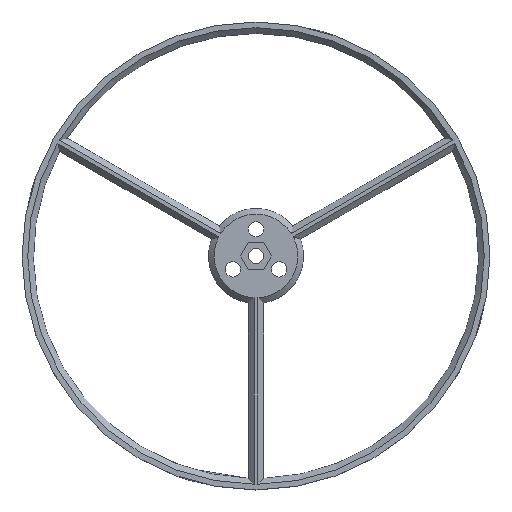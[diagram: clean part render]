
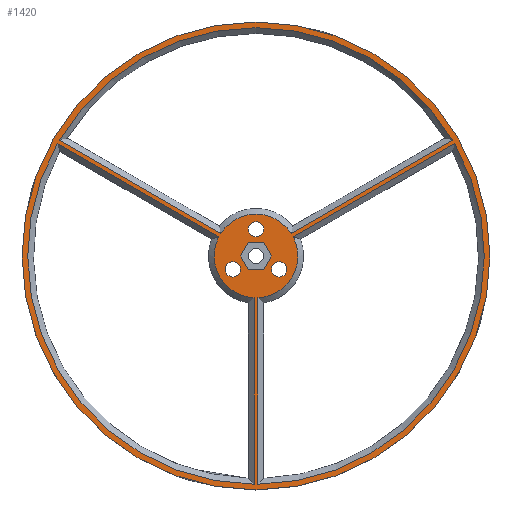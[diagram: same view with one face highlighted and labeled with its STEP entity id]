
A CAD part, top view. The second image highlights one B-rep face of the part: STEP entity #1420.
In plain terms, the highlighted planar face has unit normal (0, 0, 1).
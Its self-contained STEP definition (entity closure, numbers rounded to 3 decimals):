
#32=FACE_BOUND('',#484,.T.);
#33=FACE_BOUND('',#485,.T.);
#34=FACE_BOUND('',#486,.T.);
#35=FACE_BOUND('',#487,.T.);
#36=FACE_BOUND('',#488,.T.);
#37=FACE_BOUND('',#489,.T.);
#38=FACE_BOUND('',#490,.T.);
#90=LINE('',#2220,#214);
#92=LINE('',#2236,#216);
#94=LINE('',#2244,#218);
#95=LINE('',#2248,#219);
#96=LINE('',#2258,#220);
#97=LINE('',#2260,#221);
#98=LINE('',#2262,#222);
#99=LINE('',#2264,#223);
#100=LINE('',#2266,#224);
#101=LINE('',#2267,#225);
#102=LINE('',#2272,#226);
#103=LINE('',#2275,#227);
#214=VECTOR('',#1722,10.);
#216=VECTOR('',#1732,10.);
#218=VECTOR('',#1740,10.);
#219=VECTOR('',#1743,10.);
#220=VECTOR('',#1752,10.);
#221=VECTOR('',#1753,10.);
#222=VECTOR('',#1754,10.);
#223=VECTOR('',#1755,10.);
#224=VECTOR('',#1756,10.);
#225=VECTOR('',#1757,10.);
#226=VECTOR('',#1760,10.);
#227=VECTOR('',#1763,10.);
#327=PLANE('',#1542);
#389=FACE_OUTER_BOUND('',#483,.T.);
#483=EDGE_LOOP('',(#1089));
#484=EDGE_LOOP('',(#1090,#1091,#1092,#1093));
#485=EDGE_LOOP('',(#1094));
#486=EDGE_LOOP('',(#1095));
#487=EDGE_LOOP('',(#1096));
#488=EDGE_LOOP('',(#1097,#1098,#1099,#1100,#1101,#1102));
#489=EDGE_LOOP('',(#1103,#1104,#1105,#1106));
#490=EDGE_LOOP('',(#1107,#1108,#1109,#1110));
#624=CIRCLE('',#1535,60.);
#626=CIRCLE('',#1539,11.);
#627=CIRCLE('',#1543,61.5);
#628=CIRCLE('',#1544,60.);
#629=CIRCLE('',#1545,11.);
#630=CIRCLE('',#1546,2.025);
#631=CIRCLE('',#1547,2.025);
#632=CIRCLE('',#1548,2.025);
#633=CIRCLE('',#1549,60.);
#634=CIRCLE('',#1550,11.);
#686=VERTEX_POINT('',#2207);
#687=VERTEX_POINT('',#2208);
#688=VERTEX_POINT('',#2219);
#690=VERTEX_POINT('',#2228);
#691=VERTEX_POINT('',#2240);
#692=VERTEX_POINT('',#2242);
#693=VERTEX_POINT('',#2243);
#694=VERTEX_POINT('',#2245);
#695=VERTEX_POINT('',#2247);
#696=VERTEX_POINT('',#2250);
#697=VERTEX_POINT('',#2252);
#698=VERTEX_POINT('',#2254);
#699=VERTEX_POINT('',#2256);
#700=VERTEX_POINT('',#2257);
#701=VERTEX_POINT('',#2259);
#702=VERTEX_POINT('',#2261);
#703=VERTEX_POINT('',#2263);
#704=VERTEX_POINT('',#2265);
#705=VERTEX_POINT('',#2268);
#706=VERTEX_POINT('',#2269);
#707=VERTEX_POINT('',#2271);
#708=VERTEX_POINT('',#2273);
#832=EDGE_CURVE('',#686,#687,#624,.T.);
#835=EDGE_CURVE('',#687,#688,#90,.T.);
#838=EDGE_CURVE('',#688,#690,#626,.T.);
#841=EDGE_CURVE('',#690,#686,#92,.T.);
#843=EDGE_CURVE('',#691,#691,#627,.T.);
#844=EDGE_CURVE('',#692,#693,#94,.T.);
#845=EDGE_CURVE('',#694,#692,#628,.T.);
#846=EDGE_CURVE('',#695,#694,#95,.T.);
#847=EDGE_CURVE('',#693,#695,#629,.T.);
#848=EDGE_CURVE('',#696,#696,#630,.T.);
#849=EDGE_CURVE('',#697,#697,#631,.T.);
#850=EDGE_CURVE('',#698,#698,#632,.T.);
#851=EDGE_CURVE('',#699,#700,#96,.T.);
#852=EDGE_CURVE('',#700,#701,#97,.T.);
#853=EDGE_CURVE('',#701,#702,#98,.T.);
#854=EDGE_CURVE('',#702,#703,#99,.T.);
#855=EDGE_CURVE('',#703,#704,#100,.T.);
#856=EDGE_CURVE('',#704,#699,#101,.T.);
#857=EDGE_CURVE('',#705,#706,#633,.T.);
#858=EDGE_CURVE('',#707,#705,#102,.T.);
#859=EDGE_CURVE('',#708,#707,#634,.T.);
#860=EDGE_CURVE('',#706,#708,#103,.T.);
#1089=ORIENTED_EDGE('',*,*,#843,.T.);
#1090=ORIENTED_EDGE('',*,*,#844,.F.);
#1091=ORIENTED_EDGE('',*,*,#845,.F.);
#1092=ORIENTED_EDGE('',*,*,#846,.F.);
#1093=ORIENTED_EDGE('',*,*,#847,.F.);
#1094=ORIENTED_EDGE('',*,*,#848,.T.);
#1095=ORIENTED_EDGE('',*,*,#849,.T.);
#1096=ORIENTED_EDGE('',*,*,#850,.T.);
#1097=ORIENTED_EDGE('',*,*,#851,.T.);
#1098=ORIENTED_EDGE('',*,*,#852,.T.);
#1099=ORIENTED_EDGE('',*,*,#853,.T.);
#1100=ORIENTED_EDGE('',*,*,#854,.T.);
#1101=ORIENTED_EDGE('',*,*,#855,.T.);
#1102=ORIENTED_EDGE('',*,*,#856,.T.);
#1103=ORIENTED_EDGE('',*,*,#857,.F.);
#1104=ORIENTED_EDGE('',*,*,#858,.F.);
#1105=ORIENTED_EDGE('',*,*,#859,.F.);
#1106=ORIENTED_EDGE('',*,*,#860,.F.);
#1107=ORIENTED_EDGE('',*,*,#832,.F.);
#1108=ORIENTED_EDGE('',*,*,#841,.F.);
#1109=ORIENTED_EDGE('',*,*,#838,.F.);
#1110=ORIENTED_EDGE('',*,*,#835,.F.);
#1420=ADVANCED_FACE('',(#389,#32,#33,#34,#35,#36,#37,#38),#327,.T.);
#1535=AXIS2_PLACEMENT_3D('',#2209,#1718,#1719);
#1539=AXIS2_PLACEMENT_3D('',#2229,#1727,#1728);
#1542=AXIS2_PLACEMENT_3D('',#2239,#1736,#1737);
#1543=AXIS2_PLACEMENT_3D('',#2241,#1738,#1739);
#1544=AXIS2_PLACEMENT_3D('',#2246,#1741,#1742);
#1545=AXIS2_PLACEMENT_3D('',#2249,#1744,#1745);
#1546=AXIS2_PLACEMENT_3D('',#2251,#1746,#1747);
#1547=AXIS2_PLACEMENT_3D('',#2253,#1748,#1749);
#1548=AXIS2_PLACEMENT_3D('',#2255,#1750,#1751);
#1549=AXIS2_PLACEMENT_3D('',#2270,#1758,#1759);
#1550=AXIS2_PLACEMENT_3D('',#2274,#1761,#1762);
#1718=DIRECTION('center_axis',(0.,0.,1.));
#1719=DIRECTION('ref_axis',(1.,0.,0.));
#1722=DIRECTION('',(-0.866,-0.5,0.));
#1727=DIRECTION('center_axis',(0.,0.,-1.));
#1728=DIRECTION('ref_axis',(1.,0.,0.));
#1732=DIRECTION('',(0.,-1.,0.));
#1736=DIRECTION('center_axis',(0.,0.,1.));
#1737=DIRECTION('ref_axis',(-1.,0.,0.));
#1738=DIRECTION('center_axis',(0.,0.,1.));
#1739=DIRECTION('ref_axis',(-1.,0.,0.));
#1740=DIRECTION('',(0.,1.,0.));
#1741=DIRECTION('center_axis',(0.,0.,1.));
#1742=DIRECTION('ref_axis',(-1.,0.,0.));
#1743=DIRECTION('',(-0.866,0.5,0.));
#1744=DIRECTION('center_axis',(0.,0.,-1.));
#1745=DIRECTION('ref_axis',(-1.,0.,0.));
#1746=DIRECTION('center_axis',(0.,0.,-1.));
#1747=DIRECTION('ref_axis',(-1.,0.,0.));
#1748=DIRECTION('center_axis',(0.,0.,-1.));
#1749=DIRECTION('ref_axis',(-1.,0.,0.));
#1750=DIRECTION('center_axis',(0.,0.,-1.));
#1751=DIRECTION('ref_axis',(-1.,0.,0.));
#1752=DIRECTION('',(0.5,-0.866,0.));
#1753=DIRECTION('',(-0.5,-0.866,0.));
#1754=DIRECTION('',(-1.,0.,0.));
#1755=DIRECTION('',(-0.5,0.866,0.));
#1756=DIRECTION('',(0.5,0.866,0.));
#1757=DIRECTION('',(1.,0.,0.));
#1758=DIRECTION('center_axis',(0.,0.,1.));
#1759=DIRECTION('ref_axis',(-1.,0.,0.));
#1760=DIRECTION('',(0.866,0.5,0.));
#1761=DIRECTION('center_axis',(0.,0.,-1.));
#1762=DIRECTION('ref_axis',(-1.,0.,0.));
#1763=DIRECTION('',(0.866,-0.5,0.));
#2207=CARTESIAN_POINT('',(0.5,-59.998,371.55));
#2208=CARTESIAN_POINT('',(52.21,29.566,371.55));
#2209=CARTESIAN_POINT('Origin',(0.,0.,
371.55));
#2219=CARTESIAN_POINT('',(9.766,5.061,371.55));
#2220=CARTESIAN_POINT('',(25.566,14.183,371.55));
#2228=CARTESIAN_POINT('',(0.5,-10.989,371.55));
#2229=CARTESIAN_POINT('Origin',(0.,0.,
371.55));
#2236=CARTESIAN_POINT('',(0.5,-6.169,371.55));
#2239=CARTESIAN_POINT('Origin',(0.,0.,371.55));
#2240=CARTESIAN_POINT('',(61.5,0.,371.55));
#2241=CARTESIAN_POINT('Origin',(0.,0.,371.55));
#2242=CARTESIAN_POINT('',(-0.5,-59.998,371.55));
#2243=CARTESIAN_POINT('',(-0.5,-10.989,371.55));
#2244=CARTESIAN_POINT('',(-0.5,-29.233,371.55));
#2245=CARTESIAN_POINT('',(-52.21,29.566,371.55));
#2246=CARTESIAN_POINT('Origin',(0.,0.,
371.55));
#2247=CARTESIAN_POINT('',(-9.766,5.061,371.55));
#2248=CARTESIAN_POINT('',(-5.593,2.652,371.55));
#2249=CARTESIAN_POINT('Origin',(0.,0.,
371.55));
#2250=CARTESIAN_POINT('',(8.106,-3.511,371.55));
#2251=CARTESIAN_POINT('Origin',(6.081,-3.511,371.55));
#2252=CARTESIAN_POINT('',(-4.056,-3.511,371.55));
#2253=CARTESIAN_POINT('Origin',(-6.081,-3.511,371.55));
#2254=CARTESIAN_POINT('',(2.025,7.022,371.55));
#2255=CARTESIAN_POINT('Origin',(0.,7.022,371.55));
#2256=CARTESIAN_POINT('',(2.05,3.551,371.55));
#2257=CARTESIAN_POINT('',(4.1,0.,371.55));
#2258=CARTESIAN_POINT('',(4.1,0.,371.55));
#2259=CARTESIAN_POINT('',(2.05,-3.551,371.55));
#2260=CARTESIAN_POINT('',(2.05,-3.551,371.55));
#2261=CARTESIAN_POINT('',(-2.05,-3.551,371.55));
#2262=CARTESIAN_POINT('',(-2.05,-3.551,371.55));
#2263=CARTESIAN_POINT('',(-4.1,0.,371.55));
#2264=CARTESIAN_POINT('',(-4.1,0.,371.55));
#2265=CARTESIAN_POINT('',(-2.05,3.551,371.55));
#2266=CARTESIAN_POINT('',(-2.05,3.551,371.55));
#2267=CARTESIAN_POINT('',(2.05,3.551,371.55));
#2268=CARTESIAN_POINT('',(51.71,30.432,371.55));
#2269=CARTESIAN_POINT('',(-51.71,30.432,371.55));
#2270=CARTESIAN_POINT('Origin',(0.,0.,
371.55));
#2271=CARTESIAN_POINT('',(9.266,5.927,371.55));
#2272=CARTESIAN_POINT('',(5.093,3.518,371.55));
#2273=CARTESIAN_POINT('',(-9.266,5.927,371.55));
#2274=CARTESIAN_POINT('Origin',(0.,0.,
371.55));
#2275=CARTESIAN_POINT('',(-25.066,15.049,371.55));
